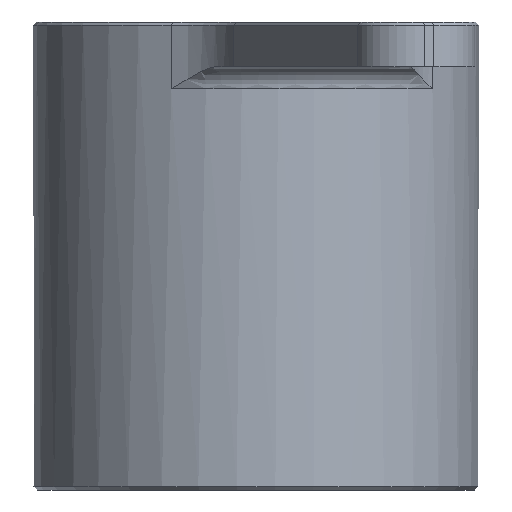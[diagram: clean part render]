
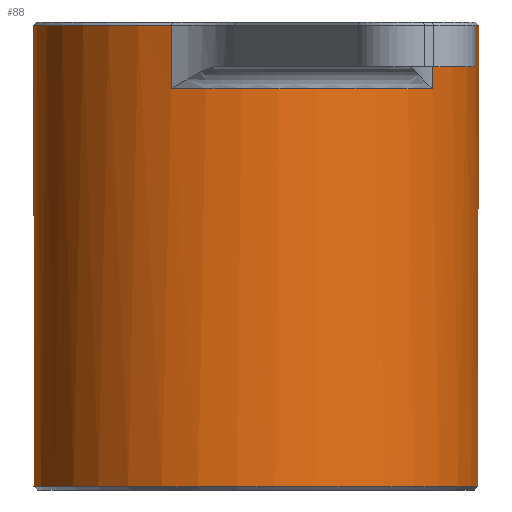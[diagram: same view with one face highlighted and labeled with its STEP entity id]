
A CAD part, front view. The second image highlights one B-rep face of the part: STEP entity #88.
In plain terms, the highlighted cylindrical face has radius 20 mm (diameter 40 mm), a full revolution.
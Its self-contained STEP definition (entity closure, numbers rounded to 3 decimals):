
#88=ADVANCED_FACE('',(#171,#172),#115,.T.);
#115=CYLINDRICAL_SURFACE('',#443,20.);
#121=LINE('',#619,#146);
#122=LINE('',#624,#147);
#146=VECTOR('',#493,1.);
#147=VECTOR('',#496,1.);
#171=FACE_BOUND('',#191,.T.);
#172=FACE_BOUND('',#192,.T.);
#191=EDGE_LOOP('',(#226));
#192=EDGE_LOOP('',(#227,#228,#229,#230));
#226=ORIENTED_EDGE('',*,*,#364,.T.);
#227=ORIENTED_EDGE('',*,*,#365,.T.);
#228=ORIENTED_EDGE('',*,*,#366,.T.);
#229=ORIENTED_EDGE('',*,*,#367,.T.);
#230=ORIENTED_EDGE('',*,*,#368,.T.);
#328=VERTEX_POINT('',#618);
#329=VERTEX_POINT('',#620);
#330=VERTEX_POINT('',#621);
#331=VERTEX_POINT('',#623);
#332=VERTEX_POINT('',#625);
#364=EDGE_CURVE('',#328,#328,#415,.T.);
#365=EDGE_CURVE('',#329,#330,#121,.T.);
#366=EDGE_CURVE('',#330,#331,#416,.T.);
#367=EDGE_CURVE('',#331,#332,#122,.T.);
#368=EDGE_CURVE('',#332,#329,#417,.T.);
#415=CIRCLE('',#440,20.);
#416=CIRCLE('',#441,20.);
#417=CIRCLE('',#442,20.);
#440=AXIS2_PLACEMENT_3D('',#617,#491,#492);
#441=AXIS2_PLACEMENT_3D('',#622,#494,#495);
#442=AXIS2_PLACEMENT_3D('',#626,#497,#498);
#443=AXIS2_PLACEMENT_3D('',#627,#499,#500);
#491=DIRECTION('',(0.,0.,1.));
#492=DIRECTION('',(-0.259,0.966,0.));
#493=DIRECTION('',(0.,0.,1.));
#494=DIRECTION('',(0.,0.,-1.));
#495=DIRECTION('',(0.259,-0.966,0.));
#496=DIRECTION('',(0.,0.,-1.));
#497=DIRECTION('',(0.,0.,-1.));
#498=DIRECTION('',(-0.259,0.966,0.));
#499=DIRECTION('',(0.,0.,-1.));
#500=DIRECTION('',(-0.259,0.966,0.));
#617=CARTESIAN_POINT('',(-101.876,-143.299,29.3));
#618=CARTESIAN_POINT('',(-107.052,-123.98,29.3));
#619=CARTESIAN_POINT('',(-109.482,-161.796,26.));
#620=CARTESIAN_POINT('',(-109.482,-161.796,65.));
#621=CARTESIAN_POINT('',(-109.482,-161.796,70.7));
#622=CARTESIAN_POINT('',(-101.876,-143.299,70.7));
#623=CARTESIAN_POINT('',(-86.041,-155.515,70.7));
#624=CARTESIAN_POINT('',(-86.041,-155.515,26.));
#625=CARTESIAN_POINT('',(-86.041,-155.515,65.));
#626=CARTESIAN_POINT('',(-101.876,-143.299,65.));
#627=CARTESIAN_POINT('',(-101.876,-143.299,26.));
